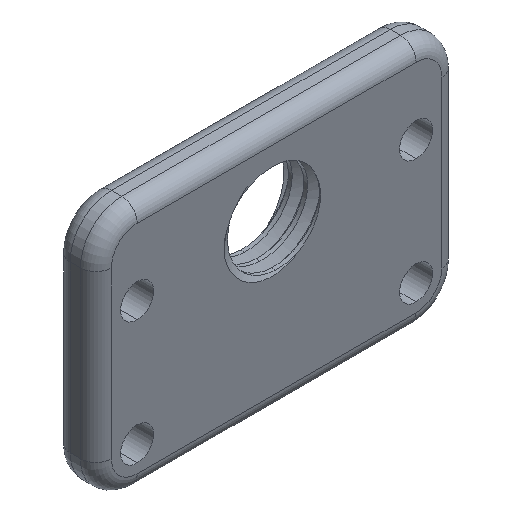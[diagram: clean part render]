
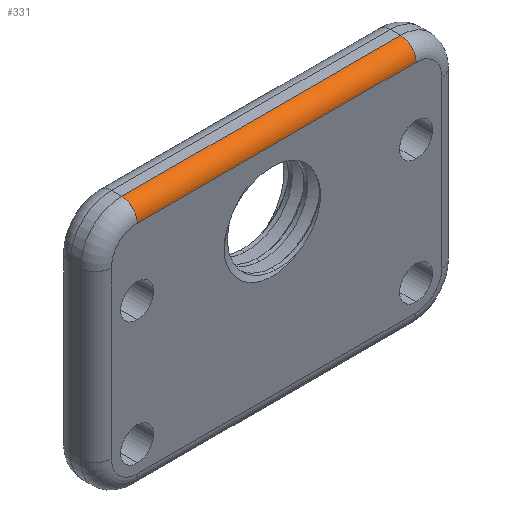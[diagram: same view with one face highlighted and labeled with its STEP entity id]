
A CAD part, isometric view. The second image highlights one B-rep face of the part: STEP entity #331.
In plain terms, the highlighted cylindrical face has radius 1.5 mm (diameter 3 mm), a partial arc.
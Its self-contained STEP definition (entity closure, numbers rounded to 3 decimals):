
#6 = CIRCLE ( 'NONE', #2465, 1.5 ) ;
#127 = EDGE_CURVE ( 'NONE', #3339, #2876, #3175, .T. ) ;
#331 = ADVANCED_FACE ( 'NONE', ( #3140 ), #2306, .T. ) ;
#526 = VERTEX_POINT ( 'NONE', #1928 ) ;
#674 = DIRECTION ( 'NONE',  ( -1., 0., 0. ) ) ;
#709 = VERTEX_POINT ( 'NONE', #1233 ) ;
#1135 = ORIENTED_EDGE ( 'NONE', *, *, #127, .F. ) ;
#1157 = EDGE_CURVE ( 'NONE', #2876, #709, #3023, .T. ) ;
#1213 = CARTESIAN_POINT ( 'NONE',  ( 13.5, 1.5, 6.5 ) ) ;
#1233 = CARTESIAN_POINT ( 'NONE',  ( 13.5, 1.5, 8. ) ) ;
#1708 = DIRECTION ( 'NONE',  ( 0., 0., 1. ) ) ;
#1717 = EDGE_CURVE ( 'NONE', #526, #709, #6, .T. ) ;
#1791 = CARTESIAN_POINT ( 'NONE',  ( 0., 1.5, 6.5 ) ) ;
#1909 = DIRECTION ( 'NONE',  ( 0., 0., 1. ) ) ;
#1928 = CARTESIAN_POINT ( 'NONE',  ( 13.5, 0., 6.5 ) ) ;
#2101 = AXIS2_PLACEMENT_3D ( 'NONE', #2939, #2156, #1909 ) ;
#2156 = DIRECTION ( 'NONE',  ( -1., 0., 0. ) ) ;
#2218 = AXIS2_PLACEMENT_3D ( 'NONE', #1791, #2548, #2851 ) ;
#2239 = DIRECTION ( 'NONE',  ( 1., 0., 0. ) ) ;
#2267 = EDGE_LOOP ( 'NONE', ( #2499, #3142, #1135, #2734 ) ) ;
#2306 = CYLINDRICAL_SURFACE ( 'NONE', #2218, 1.5 ) ;
#2361 = CARTESIAN_POINT ( 'NONE',  ( 0., 0., 6.5 ) ) ;
#2399 = DIRECTION ( 'NONE',  ( -1., 0., 0. ) ) ;
#2465 = AXIS2_PLACEMENT_3D ( 'NONE', #1213, #674, #1708 ) ;
#2499 = ORIENTED_EDGE ( 'NONE', *, *, #1717, .T. ) ;
#2548 = DIRECTION ( 'NONE',  ( 1., 0., 0. ) ) ;
#2734 = ORIENTED_EDGE ( 'NONE', *, *, #2860, .F. ) ;
#2746 = VECTOR ( 'NONE', #2239, 1000. ) ;
#2775 = CARTESIAN_POINT ( 'NONE',  ( 0., 1.5, 8. ) ) ;
#2812 = VECTOR ( 'NONE', #2399, 1000. ) ;
#2851 = DIRECTION ( 'NONE',  ( 0., 0., -1. ) ) ;
#2860 = EDGE_CURVE ( 'NONE', #526, #3339, #2905, .T. ) ;
#2876 = VERTEX_POINT ( 'NONE', #3174 ) ;
#2905 = LINE ( 'NONE', #2361, #2812 ) ;
#2939 = CARTESIAN_POINT ( 'NONE',  ( -13.5, 1.5, 6.5 ) ) ;
#3023 = LINE ( 'NONE', #2775, #2746 ) ;
#3140 = FACE_OUTER_BOUND ( 'NONE', #2267, .T. ) ;
#3142 = ORIENTED_EDGE ( 'NONE', *, *, #1157, .F. ) ;
#3174 = CARTESIAN_POINT ( 'NONE',  ( -13.5, 1.5, 8. ) ) ;
#3175 = CIRCLE ( 'NONE', #2101, 1.5 ) ;
#3339 = VERTEX_POINT ( 'NONE', #3394 ) ;
#3394 = CARTESIAN_POINT ( 'NONE',  ( -13.5, 0., 6.5 ) ) ;
